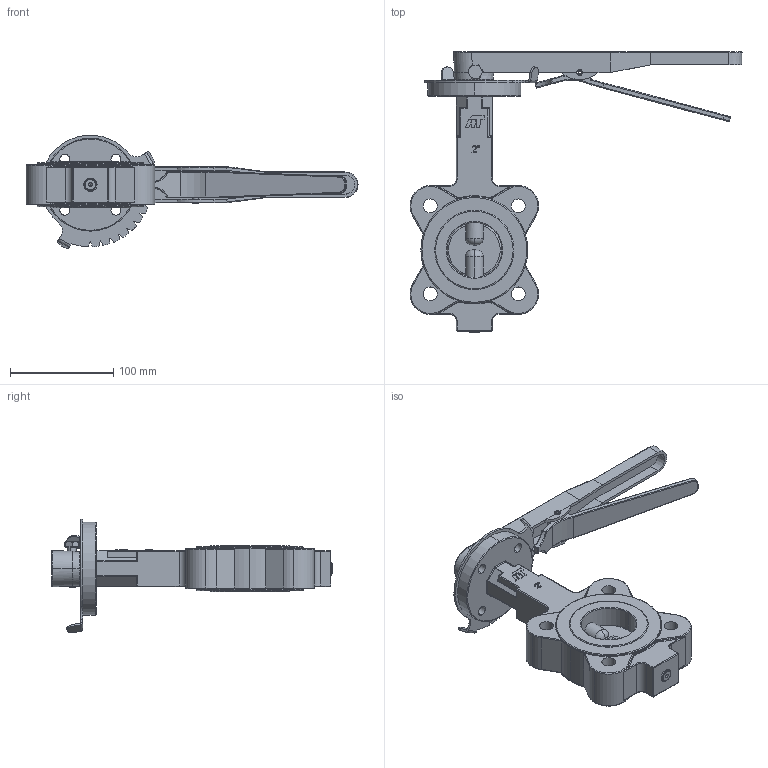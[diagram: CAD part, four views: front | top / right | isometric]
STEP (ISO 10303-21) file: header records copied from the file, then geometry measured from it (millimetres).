
FILE_DESCRIPTION (( 'STEP AP214' ), '1' );
FILE_NAME ('OS-L1-0200-XXX-H.step', '2019-08-12T18:27:29', ( '' ), ( '' ), 'SwSTEP 2.0', 'SolidWorks 2019', '' );
FILE_SCHEMA (( 'AUTOMOTIVE_DESIGN' ));
Length unit declared in the file: inch
Products named in the file (21): 25118; 25154; 2.5 INCH LEVER; 25107; spring pin slotted_ai_SPS 0.2188x1.375; OS-L1-0200-XXX_CLOSED; 25157; XX-XX-0200 - 0300 HANDLE FOR SQUARE STEM; hex cap screw_am_B18.2.3.1M - Hex cap screw, M8 x 1.25 x 16 --16N; 25164; hex cap screw_am; OS-L1-0200-XXX-H; 25174; spring pin slotted_ai
Assembly tree (11 placements, depth 3):
  25154
  25118
  25107
  25157
  2.5 INCH LEVER
Bounding box: 321.61 x 271.68 x 110.01 mm (x, y, z)
Volume: 754154.6 mm3; surface area: 188133.1 mm2
Topology: 9 solids, 9 shells, 976 faces, 2484 edges, 1524 vertices
Faces by surface type: plane 337, cylinder 316, bspline 158, torus 121, sphere 24, cone 20
Entity records: 37964 total; most frequent: CARTESIAN_POINT 14568, ORIENTED_EDGE 4896, DIRECTION 4520, EDGE_CURVE 2448, AXIS2_PLACEMENT_3D 1654, VERTEX_POINT 1522, VECTOR 1212, LINE 1212
